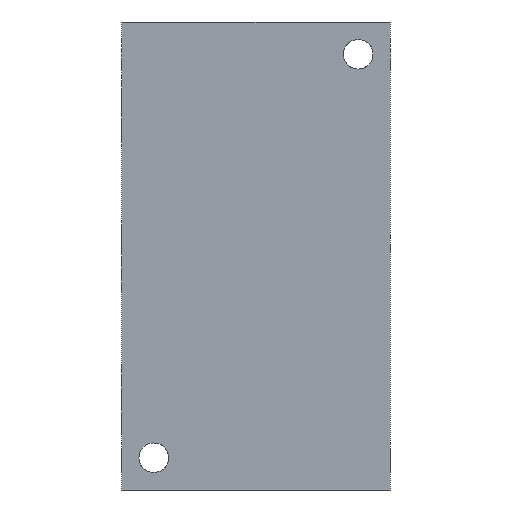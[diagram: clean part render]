
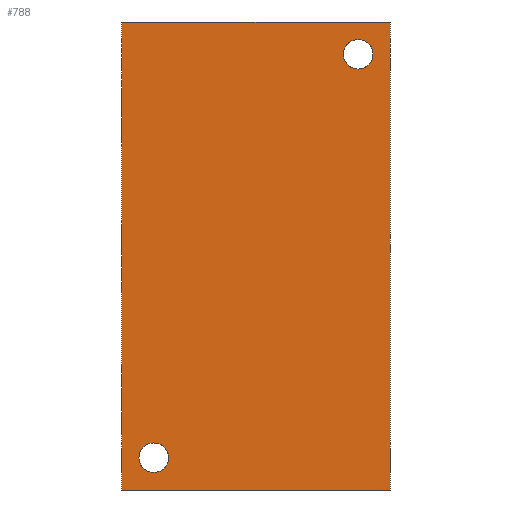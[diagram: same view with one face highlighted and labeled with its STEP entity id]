
A CAD part, front view. The second image highlights one B-rep face of the part: STEP entity #788.
In plain terms, the highlighted planar face has unit normal (0, -1, 0).
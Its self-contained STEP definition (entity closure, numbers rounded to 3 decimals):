
#39=LINE('',#1262,#87);
#41=LINE('',#1266,#89);
#42=LINE('',#1268,#90);
#43=LINE('',#1270,#91);
#87=VECTOR('',#1012,1000.);
#89=VECTOR('',#1016,1000.);
#90=VECTOR('',#1017,1000.);
#91=VECTOR('',#1018,1000.);
#132=PLANE('',#878);
#194=ORIENTED_EDGE('',*,*,#359,.T.);
#195=ORIENTED_EDGE('',*,*,#360,.F.);
#196=ORIENTED_EDGE('',*,*,#379,.T.);
#197=ORIENTED_EDGE('',*,*,#380,.F.);
#198=ORIENTED_EDGE('',*,*,#381,.F.);
#199=ORIENTED_EDGE('',*,*,#377,.T.);
#359=EDGE_CURVE('',#450,#450,#521,.T.);
#360=EDGE_CURVE('',#451,#451,#522,.T.);
#377=EDGE_CURVE('',#466,#465,#39,.T.);
#379=EDGE_CURVE('',#465,#467,#41,.T.);
#380=EDGE_CURVE('',#468,#467,#42,.T.);
#381=EDGE_CURVE('',#466,#468,#43,.T.);
#450=VERTEX_POINT('',#1225);
#451=VERTEX_POINT('',#1228);
#465=VERTEX_POINT('',#1261);
#466=VERTEX_POINT('',#1263);
#467=VERTEX_POINT('',#1267);
#468=VERTEX_POINT('',#1269);
#521=CIRCLE('',#861,2.75);
#522=CIRCLE('',#863,2.75);
#573=EDGE_LOOP('',(#194));
#574=EDGE_LOOP('',(#195));
#575=EDGE_LOOP('',(#196,#197,#198,#199));
#677=FACE_BOUND('',#573,.T.);
#678=FACE_BOUND('',#574,.T.);
#679=FACE_BOUND('',#575,.T.);
#788=ADVANCED_FACE('',(#677,#678,#679),#132,.F.);
#861=AXIS2_PLACEMENT_3D('',#1224,#973,#974);
#863=AXIS2_PLACEMENT_3D('',#1227,#977,#978);
#878=AXIS2_PLACEMENT_3D('',#1265,#1014,#1015);
#973=DIRECTION('',(0.,1.,0.));
#974=DIRECTION('',(0.,0.,1.));
#977=DIRECTION('',(0.,-1.,0.));
#978=DIRECTION('',(0.,0.,-1.));
#1012=DIRECTION('',(0.,0.,-1.));
#1014=DIRECTION('',(0.,1.,0.));
#1015=DIRECTION('',(0.,0.,1.));
#1016=DIRECTION('',(1.,0.,0.));
#1017=DIRECTION('',(0.,0.,-1.));
#1018=DIRECTION('',(1.,0.,0.));
#1224=CARTESIAN_POINT('',(-37.5,0.,19.));
#1225=CARTESIAN_POINT('',(-37.5,0.,21.75));
#1227=CARTESIAN_POINT('',(37.5,0.,-19.));
#1228=CARTESIAN_POINT('',(37.5,0.,-21.75));
#1261=CARTESIAN_POINT('',(-43.5,0.,-25.));
#1262=CARTESIAN_POINT('',(-43.5,0.,25.));
#1263=CARTESIAN_POINT('',(-43.5,0.,25.));
#1265=CARTESIAN_POINT('',(-43.5,0.,25.));
#1266=CARTESIAN_POINT('',(-43.5,0.,-25.));
#1267=CARTESIAN_POINT('',(43.5,0.,-25.));
#1268=CARTESIAN_POINT('',(43.5,0.,25.));
#1269=CARTESIAN_POINT('',(43.5,0.,25.));
#1270=CARTESIAN_POINT('',(-43.5,0.,25.));
